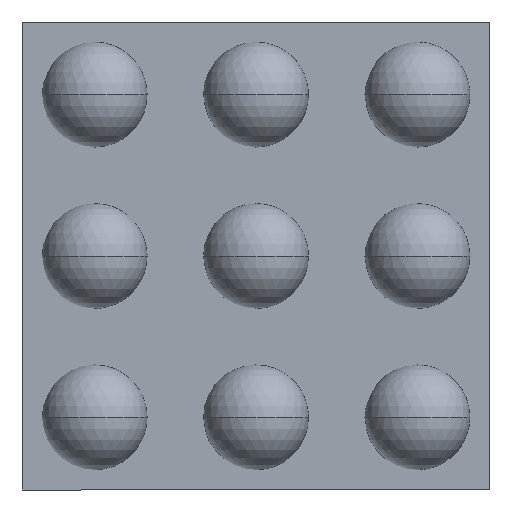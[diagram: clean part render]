
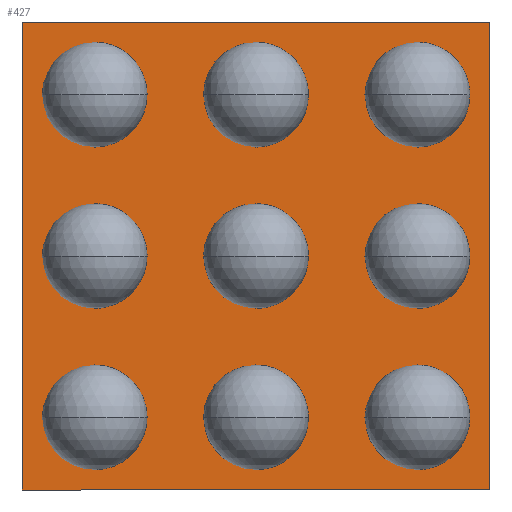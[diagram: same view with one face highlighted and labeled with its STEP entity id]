
A CAD part, front view. The second image highlights one B-rep face of the part: STEP entity #427.
In plain terms, the highlighted planar face has unit normal (0, -1, 0).
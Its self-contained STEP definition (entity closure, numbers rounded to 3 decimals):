
#3 = CARTESIAN_POINT ( 'NONE',  ( 0.58, 0.229, 0.58 ) ) ;
#43 = CARTESIAN_POINT ( 'NONE',  ( -0.58, 0.229, -0.58 ) ) ;
#64 = LINE ( 'NONE', #292, #533 ) ;
#89 = DIRECTION ( 'NONE',  ( -1., 0., 0. ) ) ;
#111 = LINE ( 'NONE', #707, #464 ) ;
#139 = ORIENTED_EDGE ( 'NONE', *, *, #668, .T. ) ;
#199 = EDGE_CURVE ( 'NONE', #1011, #484, #111, .T. ) ;
#234 = VERTEX_POINT ( 'NONE', #1095 ) ;
#252 = AXIS2_PLACEMENT_3D ( 'NONE', #395, #651, #586 ) ;
#262 = ORIENTED_EDGE ( 'NONE', *, *, #199, .T. ) ;
#272 = DIRECTION ( 'NONE',  ( 1., 0., 0. ) ) ;
#292 = CARTESIAN_POINT ( 'NONE',  ( -0.58, 0.229, 0.58 ) ) ;
#303 = CARTESIAN_POINT ( 'NONE',  ( 0.58, 0.229, -0.58 ) ) ;
#321 = VECTOR ( 'NONE', #755, 1000. ) ;
#325 = EDGE_CURVE ( 'NONE', #407, #1011, #64, .T. ) ;
#395 = CARTESIAN_POINT ( 'NONE',  ( 0., 0.229, 0. ) ) ;
#407 = VERTEX_POINT ( 'NONE', #978 ) ;
#419 = LINE ( 'NONE', #3, #321 ) ;
#427 = ADVANCED_FACE ( 'NONE', ( #638 ), #896, .F. ) ;
#464 = VECTOR ( 'NONE', #272, 1000. ) ;
#484 = VERTEX_POINT ( 'NONE', #303 ) ;
#517 = EDGE_CURVE ( 'NONE', #484, #234, #419, .T. ) ;
#533 = VECTOR ( 'NONE', #548, 1000. ) ;
#548 = DIRECTION ( 'NONE',  ( 0., 0., -1. ) ) ;
#586 = DIRECTION ( 'NONE',  ( 0., 0., 1. ) ) ;
#591 = ORIENTED_EDGE ( 'NONE', *, *, #517, .T. ) ;
#638 = FACE_OUTER_BOUND ( 'NONE', #672, .T. ) ;
#651 = DIRECTION ( 'NONE',  ( 0., 1., 0. ) ) ;
#668 = EDGE_CURVE ( 'NONE', #234, #407, #976, .T. ) ;
#672 = EDGE_LOOP ( 'NONE', ( #833, #262, #591, #139 ) ) ;
#696 = VECTOR ( 'NONE', #89, 1000. ) ;
#707 = CARTESIAN_POINT ( 'NONE',  ( 0.58, 0.229, -0.58 ) ) ;
#755 = DIRECTION ( 'NONE',  ( 0., 0., 1. ) ) ;
#833 = ORIENTED_EDGE ( 'NONE', *, *, #325, .T. ) ;
#855 = CARTESIAN_POINT ( 'NONE',  ( 0.58, 0.229, 0.58 ) ) ;
#896 = PLANE ( 'NONE',  #252 ) ;
#976 = LINE ( 'NONE', #855, #696 ) ;
#978 = CARTESIAN_POINT ( 'NONE',  ( -0.58, 0.229, 0.58 ) ) ;
#1011 = VERTEX_POINT ( 'NONE', #43 ) ;
#1095 = CARTESIAN_POINT ( 'NONE',  ( 0.58, 0.229, 0.58 ) ) ;
